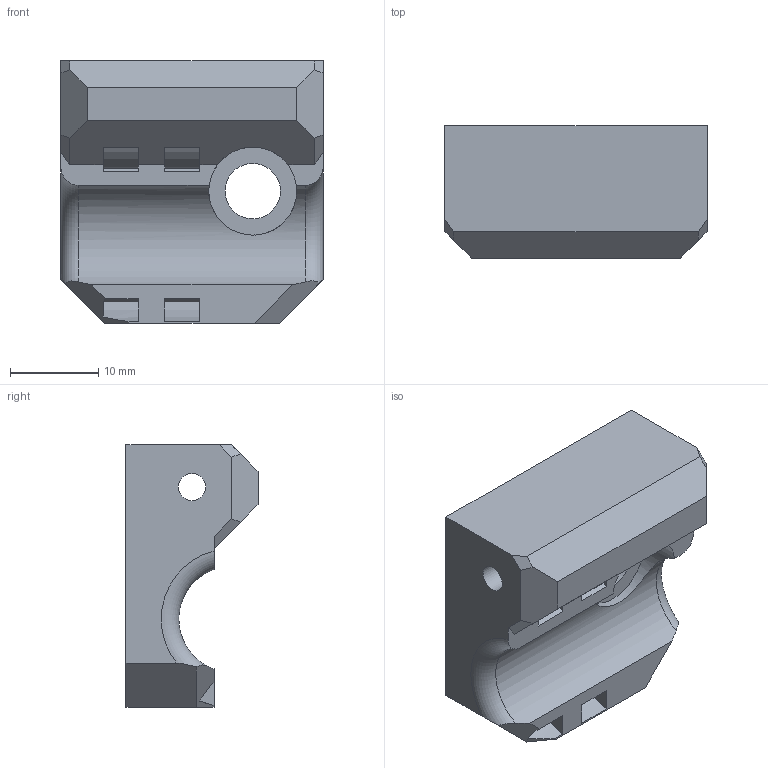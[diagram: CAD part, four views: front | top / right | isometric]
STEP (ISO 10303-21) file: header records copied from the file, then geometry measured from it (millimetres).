
FILE_DESCRIPTION(/* description */ ('STEP AP242','CAx-IF Rec.Pracs.---Representation and Presentation of Product Manufacturing Information (PMI)---4.0---2014-10-13','CAx-IF Rec.Pracs.---3D Tessellated Geometry---0.4---2014-09-14','2;1'),/* implementation_level */ '2;1');
FILE_NAME(/* name */ '61c8e40f80feac090ea93680',/* time_stamp */ '2021-12-26T21:52:16+00:00',/* author */ (''),/* organization */ (''),/* preprocessor_version */ 'ST-DEVELOPER v18.101',/* originating_system */ ' ',/* authorisation */ ' ');
FILE_SCHEMA (('AP242_MANAGED_MODEL_BASED_3D_ENGINEERING_MIM_LF { 1 0 10303 442 1 1 4 }'));
Length unit declared in the file: metre
Products named in the file (1): bed_wire_guide_end
Bounding box: 29.8 x 15 x 29.8 mm (x, y, z)
Volume: 7730.7 mm3; surface area: 4009.5 mm2
Topology: 1 solids, 1 shells, 40 faces, 124 edges, 83 vertices
Faces by surface type: plane 30, cylinder 8, torus 2
Full cylindrical faces by diameter (mm): 3.1 x1, 6.3 x1, 10 x1
Entity records: 1402 total; most frequent: CARTESIAN_POINT 273, ORIENTED_EDGE 238, DIRECTION 217, EDGE_CURVE 119, LINE 89, VECTOR 89, VERTEX_POINT 81, AXIS2_PLACEMENT_3D 64
